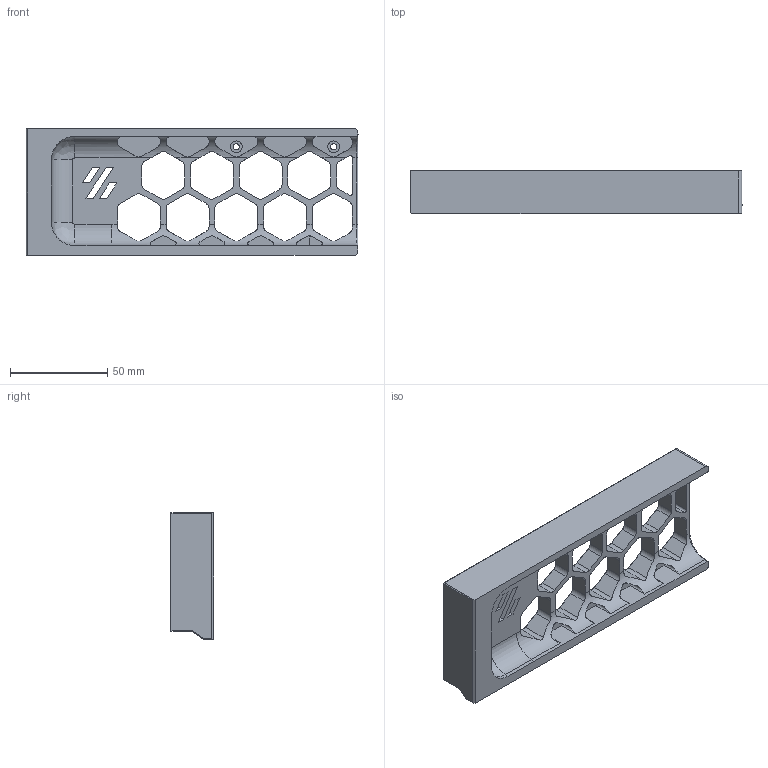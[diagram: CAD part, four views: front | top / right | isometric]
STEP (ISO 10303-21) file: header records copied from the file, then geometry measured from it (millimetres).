
FILE_DESCRIPTION(/* description */ (''),/* implementation_level */ '2;1');
FILE_NAME(/* name */ 'left_skirt_300mm.step',/* time_stamp */ '2024-07-31T11:42:18-05:00',/* author */ (''),/* organization */ (''),/* preprocessor_version */ 'ST-DEVELOPER v20',/* originating_system */ 'Autodesk Translation Framework v13.14.0.145',/* authorisation */ '');
FILE_SCHEMA (('AUTOMOTIVE_DESIGN { 1 0 10303 214 3 1 1 }'));
Length unit declared in the file: millimetre
Products named in the file (1): left_skirt_300mm
Bounding box: 170.5 x 22.4 x 65 mm (x, y, z)
Volume: 91810.6 mm3; surface area: 35404.8 mm2
Topology: 1 solids, 1 shells, 383 faces, 1020 edges, 631 vertices
Faces by surface type: plane 206, cylinder 111, cone 62, torus 2, bspline 2
Full cylindrical faces by diameter (mm): 3.2 x2, 6 x2
Entity records: 12317 total; most frequent: CARTESIAN_POINT 2631, ORIENTED_EDGE 2040, DIRECTION 2014, EDGE_CURVE 1020, LINE 672, VECTOR 672, AXIS2_PLACEMENT_3D 671, VERTEX_POINT 631
